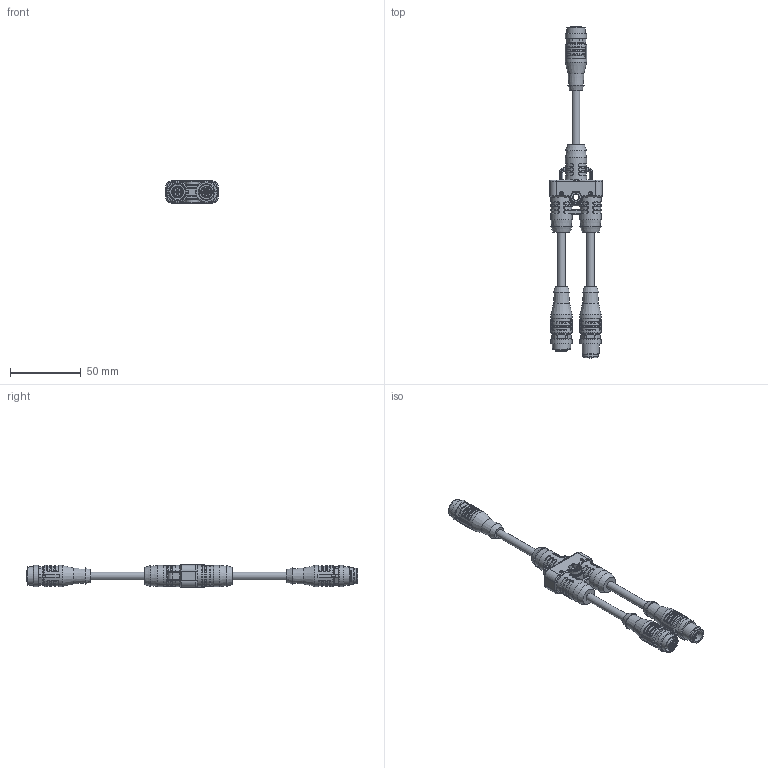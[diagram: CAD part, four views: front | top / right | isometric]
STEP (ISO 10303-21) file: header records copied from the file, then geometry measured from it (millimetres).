
FILE_DESCRIPTION(/* description */ (''),/* implementation_level */ '2;1');
FILE_NAME(/* name */ 'Y-AL-WAKS4.5-m-AL-WASS4.5-AL-WAKS4.5_m_m.stp',/* time_stamp */ '2023-05-12T11:48:02+02:00',/* author */ ('ESCHA GmbH & Co. KG'),/* organization */ ('ESCHA GmbH & Co. KG'),/* preprocessor_version */ 'ST-DEVELOPER v16',/* originating_system */ 'SIEMENS PLM Software NX 10.0',/* authorisation */ '');
FILE_SCHEMA (('AUTOMOTIVE_DESIGN { 1 0 10303 214 3 1 1 1 }'));
Products named in the file (1): Y-AL-WAKS4.5-m-AL-WASS4.5-AL-WAKS4.5_m_m_stp
Bounding box: 37 x 234.4 x 16 mm (x, y, z)
Volume: 39880.9 mm3; surface area: 16987.4 mm2
Topology: 1 solids, 1 shells, 1334 faces, 3306 edges, 2050 vertices
Faces by surface type: plane 406, cylinder 365, bspline 274, extrusion 117, torus 109, cone 58, sphere 5
Full cylindrical faces by diameter (mm): 1 x5, 1.15 x10, 2 x1, 2.5 x4, 4.2 x1, 5.6 x3, 8.3 x1, 9.3 x3, 10.5 x1, 10.8 x1, 10.95 x2, 12 x1, 12.3 x2, 12.8 x2, 15 x9
Entity records: 46239 total; most frequent: CARTESIAN_POINT 18991, ORIENTED_EDGE 6186, DIRECTION 4770, EDGE_CURVE 3093, VERTEX_POINT 1968, AXIS2_PLACEMENT_3D 1828, EDGE_LOOP 1553, ADVANCED_FACE 1334
